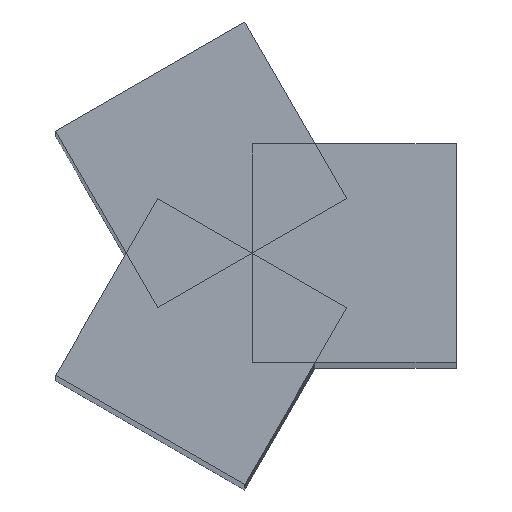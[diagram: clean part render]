
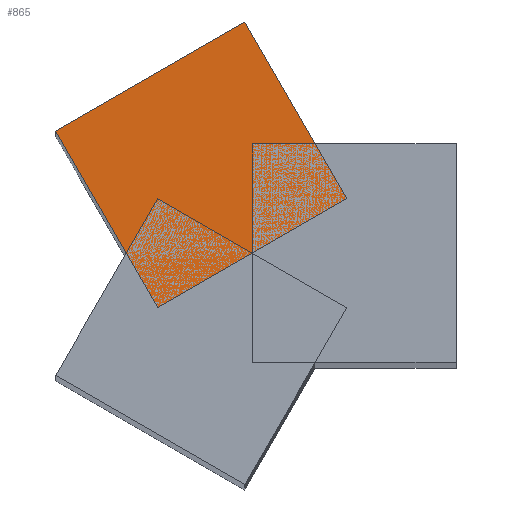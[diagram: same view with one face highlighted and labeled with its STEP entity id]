
A CAD part, top view. The second image highlights one B-rep face of the part: STEP entity #865.
In plain terms, the highlighted planar face has unit normal (0, 0, 1).
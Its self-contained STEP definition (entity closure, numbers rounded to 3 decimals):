
#736 = VERTEX_POINT('',#737);
#737 = CARTESIAN_POINT('',(0.866,0.5,30.));
#752 = VERTEX_POINT('',#753);
#753 = CARTESIAN_POINT('',(-0.866,-0.5,30.));
#759 = EDGE_CURVE('',#736,#752,#760,.T.);
#760 = LINE('',#761,#762);
#761 = CARTESIAN_POINT('',(0.866,0.5,30.));
#762 = VECTOR('',#763,1.);
#763 = DIRECTION('',(-0.866,-0.5,0.));
#776 = VERTEX_POINT('',#777);
#777 = CARTESIAN_POINT('',(-0.068,2.118,30.));
#792 = VERTEX_POINT('',#793);
#793 = CARTESIAN_POINT('',(-1.8,1.118,30.));
#799 = EDGE_CURVE('',#776,#792,#800,.T.);
#800 = LINE('',#801,#802);
#801 = CARTESIAN_POINT('',(-0.068,2.118,30.));
#802 = VECTOR('',#803,1.);
#803 = DIRECTION('',(-0.866,-0.5,0.));
#820 = EDGE_CURVE('',#736,#776,#821,.T.);
#821 = LINE('',#822,#823);
#822 = CARTESIAN_POINT('',(0.866,0.5,30.));
#823 = VECTOR('',#824,1.);
#824 = DIRECTION('',(-0.5,0.866,0.));
#842 = EDGE_CURVE('',#752,#792,#843,.T.);
#843 = LINE('',#844,#845);
#844 = CARTESIAN_POINT('',(-0.866,-0.5,30.));
#845 = VECTOR('',#846,1.);
#846 = DIRECTION('',(-0.5,0.866,0.));
#865 = ADVANCED_FACE('',(#866),#872,.T.);
#866 = FACE_BOUND('',#867,.T.);
#867 = EDGE_LOOP('',(#868,#869,#870,#871));
#868 = ORIENTED_EDGE('',*,*,#759,.F.);
#869 = ORIENTED_EDGE('',*,*,#820,.T.);
#870 = ORIENTED_EDGE('',*,*,#799,.T.);
#871 = ORIENTED_EDGE('',*,*,#842,.F.);
#872 = PLANE('',#873);
#873 = AXIS2_PLACEMENT_3D('',#874,#875,#876);
#874 = CARTESIAN_POINT('',(0.866,0.5,30.));
#875 = DIRECTION('',(0.,0.,1.));
#876 = DIRECTION('',(-0.5,0.866,0.));
